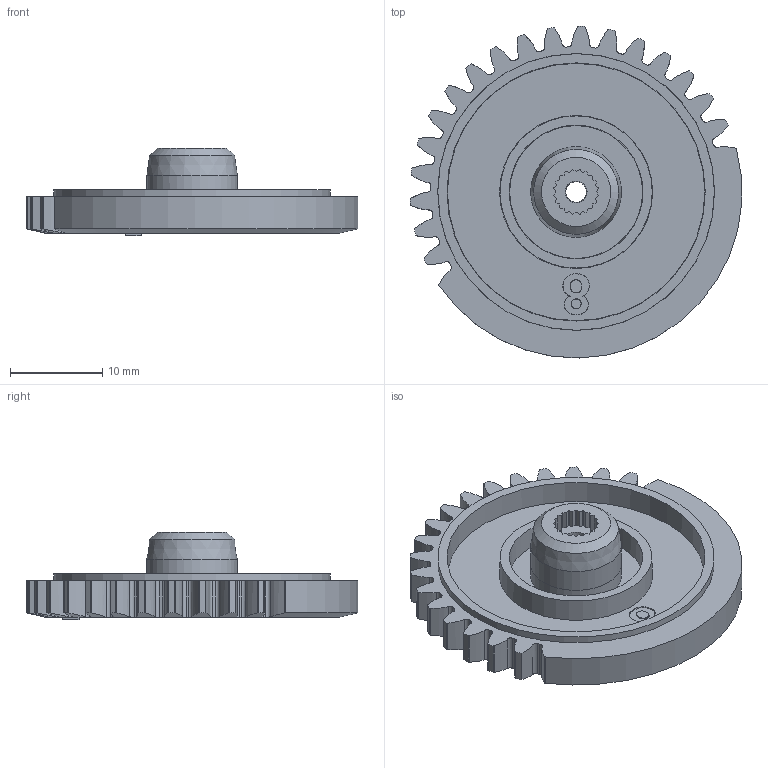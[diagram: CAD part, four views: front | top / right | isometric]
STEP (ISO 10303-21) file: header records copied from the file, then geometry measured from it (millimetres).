
FILE_DESCRIPTION(/* description */ (''),/* implementation_level */ '2;1');
FILE_NAME(/* name */ 'Upper Arm Gear.step',/* time_stamp */ '2022-12-15T16:32:51Z',/* author */ (''),/* organization */ (''),/* preprocessor_version */ 'ST-DEVELOPER v19.2',/* originating_system */ 'Autodesk Translation Framework v11.17.0.187',/* authorisation */ '');
FILE_SCHEMA (('AUTOMOTIVE_DESIGN { 1 0 10303 214 3 1 1 }'));
Length unit declared in the file: millimetre
Products named in the file (1): mv2-xx-004-0008
Bounding box: 35.94 x 36 x 9.5 mm (x, y, z)
Volume: 3092.8 mm3; surface area: 3372.5 mm2
Topology: 1 solids, 1 shells, 295 faces, 806 edges, 524 vertices
Faces by surface type: plane 117, cylinder 78, bspline 70, cone 30
Full cylindrical faces by diameter (mm): 9.8 x1
Entity records: 11761 total; most frequent: CARTESIAN_POINT 4377, ORIENTED_EDGE 1612, DIRECTION 1252, EDGE_CURVE 806, VERTEX_POINT 524, LINE 426, VECTOR 426, AXIS2_PLACEMENT_3D 413
